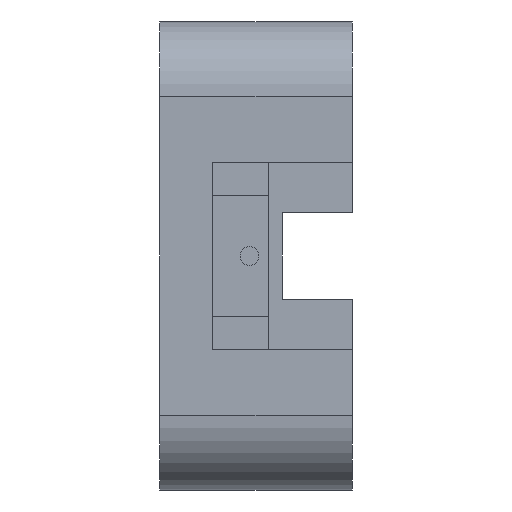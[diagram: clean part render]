
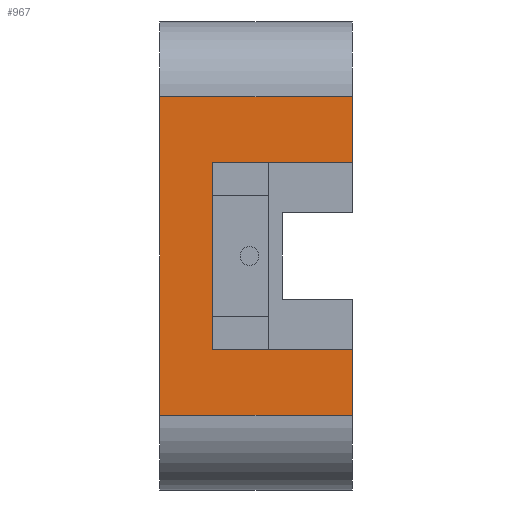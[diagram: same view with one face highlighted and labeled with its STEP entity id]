
A CAD part, left-side view. The second image highlights one B-rep face of the part: STEP entity #967.
In plain terms, the highlighted planar face has unit normal (-1, 0, 0).
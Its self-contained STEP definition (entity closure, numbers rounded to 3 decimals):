
#114=FACE_OUTER_BOUND('',#172,.T.);
#172=EDGE_LOOP('',(#851,#852,#853,#854,#855,#856,#857,#858));
#204=LINE('',#1402,#309);
#214=LINE('',#1424,#319);
#215=LINE('',#1427,#320);
#232=LINE('',#1476,#337);
#268=LINE('',#1579,#373);
#277=LINE('',#1601,#382);
#278=LINE('',#1604,#383);
#279=LINE('',#1605,#384);
#309=VECTOR('',#1118,10.);
#319=VECTOR('',#1138,10.);
#320=VECTOR('',#1141,10.);
#337=VECTOR('',#1176,10.);
#373=VECTOR('',#1294,10.);
#382=VECTOR('',#1319,10.);
#383=VECTOR('',#1322,10.);
#384=VECTOR('',#1323,10.);
#411=VERTEX_POINT('',#1399);
#412=VERTEX_POINT('',#1401);
#419=VERTEX_POINT('',#1422);
#420=VERTEX_POINT('',#1426);
#430=VERTEX_POINT('',#1449);
#443=VERTEX_POINT('',#1474);
#474=VERTEX_POINT('',#1599);
#475=VERTEX_POINT('',#1603);
#506=EDGE_CURVE('',#412,#411,#204,.T.);
#518=EDGE_CURVE('',#411,#419,#214,.T.);
#519=EDGE_CURVE('',#412,#420,#215,.T.);
#544=EDGE_CURVE('',#443,#430,#232,.T.);
#594=EDGE_CURVE('',#419,#430,#268,.T.);
#605=EDGE_CURVE('',#474,#420,#277,.T.);
#606=EDGE_CURVE('',#475,#443,#278,.T.);
#607=EDGE_CURVE('',#474,#475,#279,.T.);
#851=ORIENTED_EDGE('',*,*,#594,.T.);
#852=ORIENTED_EDGE('',*,*,#544,.F.);
#853=ORIENTED_EDGE('',*,*,#606,.F.);
#854=ORIENTED_EDGE('',*,*,#607,.F.);
#855=ORIENTED_EDGE('',*,*,#605,.T.);
#856=ORIENTED_EDGE('',*,*,#519,.F.);
#857=ORIENTED_EDGE('',*,*,#506,.T.);
#858=ORIENTED_EDGE('',*,*,#518,.T.);
#917=PLANE('',#1061);
#967=ADVANCED_FACE('',(#114),#917,.T.);
#1061=AXIS2_PLACEMENT_3D('',#1602,#1320,#1321);
#1118=DIRECTION('',(0.,1.,0.));
#1138=DIRECTION('',(0.,0.,1.));
#1141=DIRECTION('',(0.,0.,-1.));
#1176=DIRECTION('',(0.,0.,-1.));
#1294=DIRECTION('',(0.,-1.,0.));
#1319=DIRECTION('',(0.,-1.,0.));
#1320=DIRECTION('center_axis',(-1.,0.,0.));
#1321=DIRECTION('ref_axis',(0.,0.,-1.));
#1322=DIRECTION('',(0.,-1.,0.));
#1323=DIRECTION('',(0.,0.,1.));
#1399=CARTESIAN_POINT('',(-60.,-5.6,-10.));
#1401=CARTESIAN_POINT('',(-60.,-20.6,-10.));
#1402=CARTESIAN_POINT('',(-60.,-10.3,-10.));
#1422=CARTESIAN_POINT('',(-60.,-5.6,10.));
#1424=CARTESIAN_POINT('',(-60.,-5.6,3.5));
#1426=CARTESIAN_POINT('',(-60.,-20.6,-17.));
#1427=CARTESIAN_POINT('',(-60.,-20.6,-17.));
#1449=CARTESIAN_POINT('',(-60.,-20.6,10.));
#1474=CARTESIAN_POINT('',(-60.,-20.6,17.));
#1476=CARTESIAN_POINT('',(-60.,-20.6,-17.));
#1579=CARTESIAN_POINT('',(-60.,-2.8,10.));
#1599=CARTESIAN_POINT('',(-60.,0.,-17.));
#1601=CARTESIAN_POINT('',(-60.,0.,-17.));
#1602=CARTESIAN_POINT('Origin',(-60.,0.,17.));
#1603=CARTESIAN_POINT('',(-60.,0.,17.));
#1604=CARTESIAN_POINT('',(-60.,0.,17.));
#1605=CARTESIAN_POINT('',(-60.,0.,-17.));
